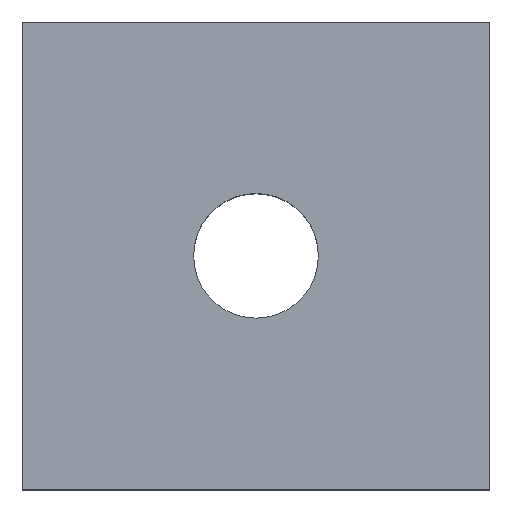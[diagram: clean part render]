
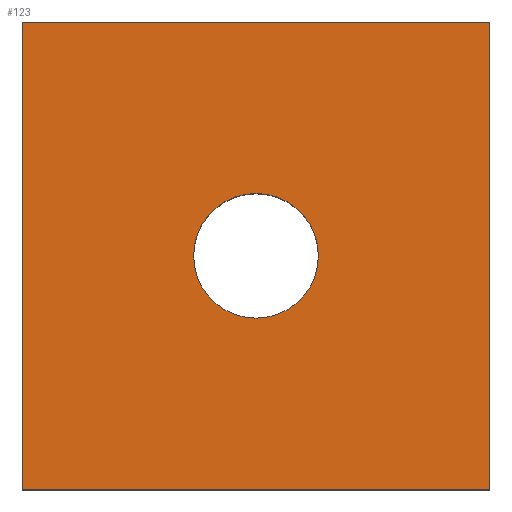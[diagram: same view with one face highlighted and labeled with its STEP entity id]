
A CAD part, top view. The second image highlights one B-rep face of the part: STEP entity #123.
In plain terms, the highlighted planar face has unit normal (0, 0, 1).
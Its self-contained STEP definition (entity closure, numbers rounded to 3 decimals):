
#16=FACE_BOUND('',#28,.T.);
#18=CIRCLE('',#145,1.6);
#20=FACE_OUTER_BOUND('',#27,.T.);
#27=EDGE_LOOP('',(#87,#88,#89,#90));
#28=EDGE_LOOP('',(#91));
#36=LINE('',#190,#49);
#37=LINE('',#192,#50);
#38=LINE('',#194,#51);
#39=LINE('',#195,#52);
#49=VECTOR('',#157,10.);
#50=VECTOR('',#158,10.);
#51=VECTOR('',#159,10.);
#52=VECTOR('',#160,10.);
#62=VERTEX_POINT('',#188);
#63=VERTEX_POINT('',#189);
#64=VERTEX_POINT('',#191);
#65=VERTEX_POINT('',#193);
#66=VERTEX_POINT('',#196);
#72=EDGE_CURVE('',#62,#63,#36,.T.);
#73=EDGE_CURVE('',#63,#64,#37,.T.);
#74=EDGE_CURVE('',#64,#65,#38,.T.);
#75=EDGE_CURVE('',#65,#62,#39,.T.);
#76=EDGE_CURVE('',#66,#66,#18,.T.);
#87=ORIENTED_EDGE('',*,*,#72,.T.);
#88=ORIENTED_EDGE('',*,*,#73,.T.);
#89=ORIENTED_EDGE('',*,*,#74,.T.);
#90=ORIENTED_EDGE('',*,*,#75,.T.);
#91=ORIENTED_EDGE('',*,*,#76,.T.);
#117=PLANE('',#144);
#123=ADVANCED_FACE('',(#20,#16),#117,.T.);
#144=AXIS2_PLACEMENT_3D('',#187,#155,#156);
#145=AXIS2_PLACEMENT_3D('',#197,#161,#162);
#155=DIRECTION('center_axis',(0.,0.,1.));
#156=DIRECTION('ref_axis',(-1.,0.,0.));
#157=DIRECTION('',(0.,-1.,0.));
#158=DIRECTION('',(1.,0.,0.));
#159=DIRECTION('',(0.,1.,0.));
#160=DIRECTION('',(-1.,0.,0.));
#161=DIRECTION('center_axis',(0.,0.,-1.));
#162=DIRECTION('ref_axis',(1.,0.,0.));
#187=CARTESIAN_POINT('Origin',(0.,0.,5.));
#188=CARTESIAN_POINT('',(-6.,6.,5.));
#189=CARTESIAN_POINT('',(-6.,-6.,5.));
#190=CARTESIAN_POINT('',(-6.,6.,5.));
#191=CARTESIAN_POINT('',(6.,-6.,5.));
#192=CARTESIAN_POINT('',(-6.,-6.,5.));
#193=CARTESIAN_POINT('',(6.,6.,5.));
#194=CARTESIAN_POINT('',(6.,-6.,5.));
#195=CARTESIAN_POINT('',(6.,6.,5.));
#196=CARTESIAN_POINT('',(-1.6,0.,5.));
#197=CARTESIAN_POINT('Origin',(0.,0.,5.));
